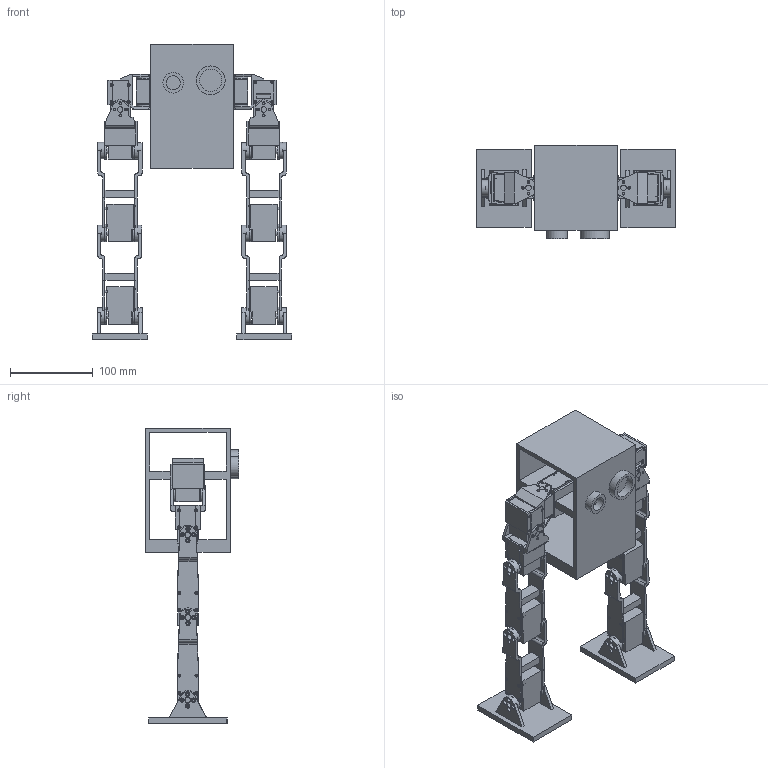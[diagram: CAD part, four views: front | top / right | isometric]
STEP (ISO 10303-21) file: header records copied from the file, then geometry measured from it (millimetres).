
FILE_DESCRIPTION(/* description */ (''),/* implementation_level */ '2;1');
FILE_NAME(/* name */ 'HushHopper_new_order v14.step',/* time_stamp */ '2023-12-25T14:15:18+01:00',/* author */ (''),/* organization */ (''),/* preprocessor_version */ 'ST-DEVELOPER v20',/* originating_system */ 'Autodesk Translation Framework v12.14.0.127',/* authorisation */ '');
FILE_SCHEMA (('AUTOMOTIVE_DESIGN { 1 0 10303 214 3 1 1 }'));
Length unit declared in the file: millimetre
Products named in the file (7): HushHopper_new_order; base_link; Foot; Servolink_knee_hip_foot; Servolink_Hip_Leg; Servolink_Body_Hip; ST3125
Assembly tree (21 placements, depth 2):
  HushHopper_new_order
    ST3125  x10
    Servolink_knee_hip_foot  x4
    base_link
    Foot  x2
    Servolink_Hip_Leg  x2
    Servolink_Body_Hip  x2
Bounding box: 241.05 x 112.56 x 357.35 mm (x, y, z)
Volume: 1047492.3 mm3; surface area: 375858.9 mm2
Topology: 25 solids, 25 shells, 1572 faces, 3818 edges, 2534 vertices
Faces by surface type: plane 920, cylinder 652
Full cylindrical faces by diameter (mm): 1.5 x104, 2.15 x32, 2.5 x32, 2.55 x80, 3.15 x32, 3.2 x48, 3.6 x48, 3.8 x32, 5.2 x48, 6.6 x40, 7 x4, 7.5 x8, 17 x1, 19.95 x20, 20 x12, 25 x1, 27 x1, 35 x1
Entity records: 16279 total; most frequent: DIRECTION 2837, CARTESIAN_POINT 2725, ORIENTED_EDGE 2654, EDGE_CURVE 1327, AXIS2_PLACEMENT_3D 991, VERTEX_POINT 879, LINE 855, VECTOR 855
